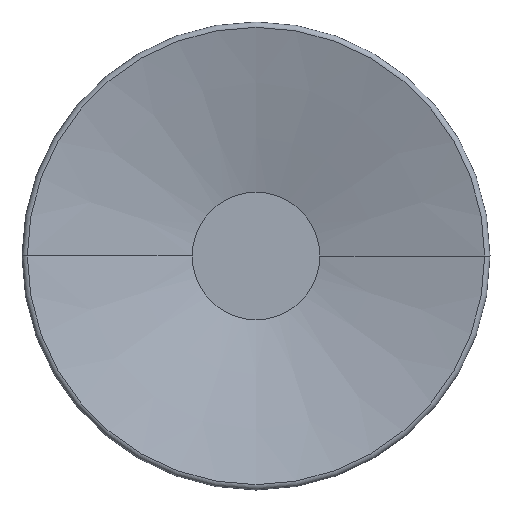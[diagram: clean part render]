
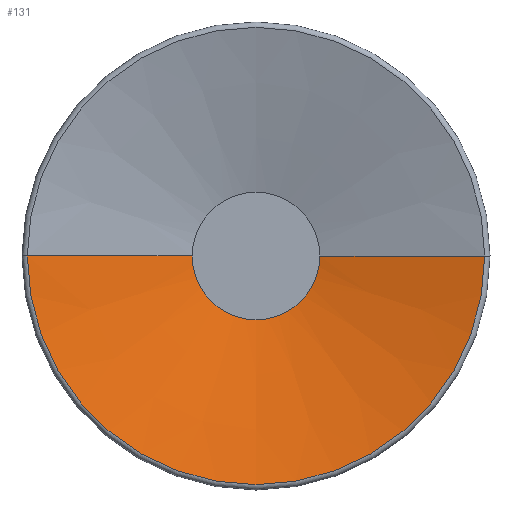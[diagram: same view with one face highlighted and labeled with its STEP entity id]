
A CAD part, front view. The second image highlights one B-rep face of the part: STEP entity #131.
In plain terms, the highlighted conical face has half-angle 75 degrees and reference radius 21.5 mm.
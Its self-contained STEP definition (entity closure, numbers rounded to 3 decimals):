
#1 = CARTESIAN_POINT ( 'NONE',  ( 0., 4.153, 0. ) ) ;
#32 = VECTOR ( 'NONE', #362, 1000. ) ;
#33 = DIRECTION ( 'NONE',  ( 0., -1., 0. ) ) ;
#39 = DIRECTION ( 'NONE',  ( 0., 1., 0. ) ) ;
#43 = AXIS2_PLACEMENT_3D ( 'NONE', #198, #33, #69 ) ;
#49 = VERTEX_POINT ( 'NONE', #417 ) ;
#51 = CIRCLE ( 'NONE', #262, 21.5 ) ;
#65 = CARTESIAN_POINT ( 'NONE',  ( 21.5, 0., 0. ) ) ;
#67 = CARTESIAN_POINT ( 'NONE',  ( 21.5, 0., 0. ) ) ;
#69 = DIRECTION ( 'NONE',  ( 1., 0., 0. ) ) ;
#77 = VERTEX_POINT ( 'NONE', #422 ) ;
#101 = DIRECTION ( 'NONE',  ( -1., 0., 0. ) ) ;
#117 = VERTEX_POINT ( 'NONE', #396 ) ;
#131 = ADVANCED_FACE ( 'NONE', ( #261 ), #140, .F. ) ;
#136 = EDGE_CURVE ( 'NONE', #49, #223, #266, .T. ) ;
#140 = CONICAL_SURFACE ( 'NONE', #43, 21.5, 1.309 ) ;
#146 = ORIENTED_EDGE ( 'NONE', *, *, #204, .F. ) ;
#159 = EDGE_CURVE ( 'NONE', #117, #77, #426, .T. ) ;
#166 = DIRECTION ( 'NONE',  ( 0.966, -0.259, 0. ) ) ;
#167 = DIRECTION ( 'NONE',  ( 0., 1., 0. ) ) ;
#190 = VECTOR ( 'NONE', #166, 1000. ) ;
#198 = CARTESIAN_POINT ( 'NONE',  ( 0., 0., 0. ) ) ;
#204 = EDGE_CURVE ( 'NONE', #223, #77, #51, .T. ) ;
#223 = VERTEX_POINT ( 'NONE', #65 ) ;
#224 = CIRCLE ( 'NONE', #284, 6. ) ;
#231 = CARTESIAN_POINT ( 'NONE',  ( -21.5, 0., 0. ) ) ;
#232 = EDGE_CURVE ( 'NONE', #49, #117, #224, .T. ) ;
#247 = ORIENTED_EDGE ( 'NONE', *, *, #232, .T. ) ;
#261 = FACE_OUTER_BOUND ( 'NONE', #306, .T. ) ;
#262 = AXIS2_PLACEMENT_3D ( 'NONE', #330, #39, #300 ) ;
#266 = LINE ( 'NONE', #67, #190 ) ;
#284 = AXIS2_PLACEMENT_3D ( 'NONE', #1, #167, #101 ) ;
#300 = DIRECTION ( 'NONE',  ( -1., 0., 0. ) ) ;
#306 = EDGE_LOOP ( 'NONE', ( #247, #313, #146, #308 ) ) ;
#308 = ORIENTED_EDGE ( 'NONE', *, *, #136, .F. ) ;
#313 = ORIENTED_EDGE ( 'NONE', *, *, #159, .T. ) ;
#330 = CARTESIAN_POINT ( 'NONE',  ( 0., 0., 0. ) ) ;
#362 = DIRECTION ( 'NONE',  ( -0.966, -0.259, 0. ) ) ;
#396 = CARTESIAN_POINT ( 'NONE',  ( -6., 4.153, 0. ) ) ;
#417 = CARTESIAN_POINT ( 'NONE',  ( 6., 4.153, 0. ) ) ;
#422 = CARTESIAN_POINT ( 'NONE',  ( -21.5, 0., 0. ) ) ;
#426 = LINE ( 'NONE', #231, #32 ) ;
